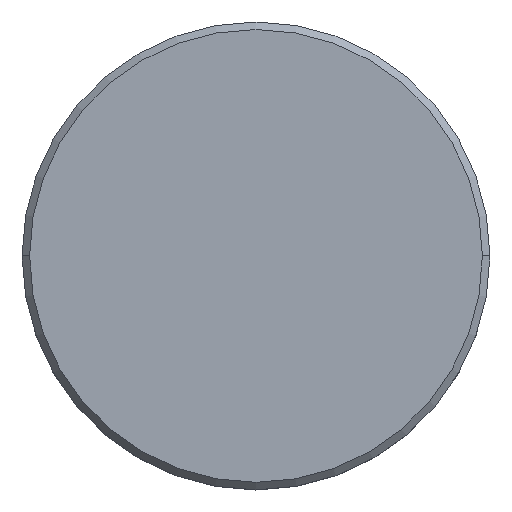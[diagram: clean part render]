
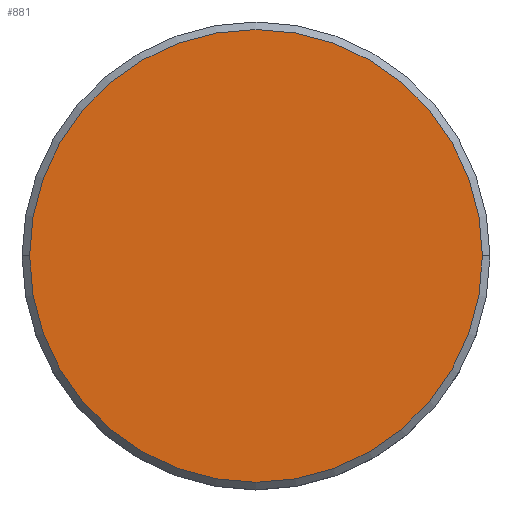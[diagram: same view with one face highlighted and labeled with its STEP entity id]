
A CAD part, top view. The second image highlights one B-rep face of the part: STEP entity #881.
In plain terms, the highlighted planar face has unit normal (0, 0, 1).
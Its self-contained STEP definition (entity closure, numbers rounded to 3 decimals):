
#32 = CARTESIAN_POINT ( 'NONE',  ( -15., 0., 0. ) ) ;
#51 = EDGE_CURVE ( 'NONE', #419, #1075, #429, .T. ) ;
#183 = DIRECTION ( 'NONE',  ( 1., 0., 0. ) ) ;
#187 = EDGE_LOOP ( 'NONE', ( #1032, #1181 ) ) ;
#215 = CARTESIAN_POINT ( 'NONE',  ( 0., 0., 0. ) ) ;
#273 = DIRECTION ( 'NONE',  ( 0., 0., 1. ) ) ;
#305 = PLANE ( 'NONE',  #849 ) ;
#372 = AXIS2_PLACEMENT_3D ( 'NONE', #445, #273, #991 ) ;
#373 = CIRCLE ( 'NONE', #790, 15. ) ;
#377 = EDGE_CURVE ( 'NONE', #1075, #419, #373, .T. ) ;
#419 = VERTEX_POINT ( 'NONE', #32 ) ;
#429 = CIRCLE ( 'NONE', #372, 15. ) ;
#445 = CARTESIAN_POINT ( 'NONE',  ( 0., 0., 0. ) ) ;
#578 = DIRECTION ( 'NONE',  ( 0., 0., 1. ) ) ;
#600 = CARTESIAN_POINT ( 'NONE',  ( 15., 0., 0. ) ) ;
#645 = FACE_OUTER_BOUND ( 'NONE', #187, .T. ) ;
#790 = AXIS2_PLACEMENT_3D ( 'NONE', #893, #1087, #183 ) ;
#849 = AXIS2_PLACEMENT_3D ( 'NONE', #215, #578, #1108 ) ;
#881 = ADVANCED_FACE ( 'NONE', ( #645 ), #305, .T. ) ;
#893 = CARTESIAN_POINT ( 'NONE',  ( 0., 0., 0. ) ) ;
#991 = DIRECTION ( 'NONE',  ( 1., 0., 0. ) ) ;
#1032 = ORIENTED_EDGE ( 'NONE', *, *, #51, .T. ) ;
#1075 = VERTEX_POINT ( 'NONE', #600 ) ;
#1087 = DIRECTION ( 'NONE',  ( 0., 0., 1. ) ) ;
#1108 = DIRECTION ( 'NONE',  ( 1., 0., 0. ) ) ;
#1181 = ORIENTED_EDGE ( 'NONE', *, *, #377, .T. ) ;
